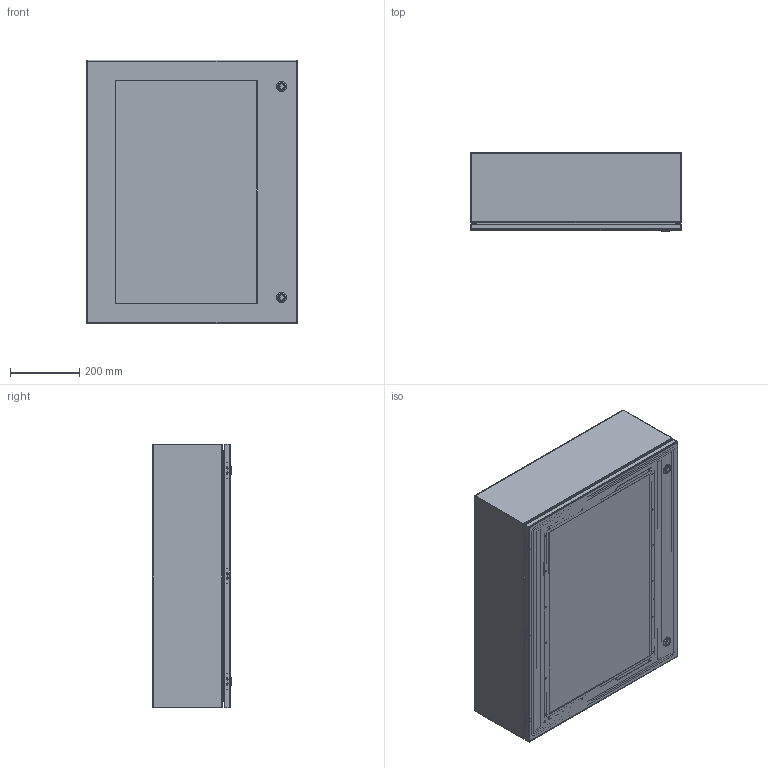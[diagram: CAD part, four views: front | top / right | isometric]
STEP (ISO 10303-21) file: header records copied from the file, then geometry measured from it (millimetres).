
FILE_DESCRIPTION (( 'STEP AP203' ), '1' );
FILE_NAME ('EN4SD30248WGY_Default.step', '2019-11-14T20:59:02', ( '' ), ( '' ), 'SwSTEP 2.0', 'SolidWorks 2019', '' );
FILE_SCHEMA (( 'CONFIG_CONTROL_DESIGN' ));
Products named in the file (1): EN4SD30248WGY_Default
Bounding box: 609.6 x 228.52 x 762 mm (x, y, z)
Volume: 4610516 mm3; surface area: 3758896.9 mm2
Topology: 80 solids, 81 shells, 1652 faces, 3609 edges, 2166 vertices
Faces by surface type: plane 833, cylinder 511, cone 162, bspline 110, torus 36
Entity records: 49298 total; most frequent: CARTESIAN_POINT 13452, DIRECTION 7567, ORIENTED_EDGE 7178, EDGE_CURVE 3589, AXIS2_PLACEMENT_3D 2865, VERTEX_POINT 2166, LINE 1837, VECTOR 1837
